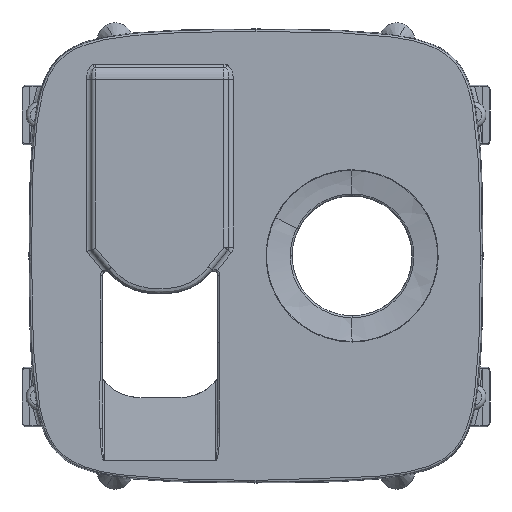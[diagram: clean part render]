
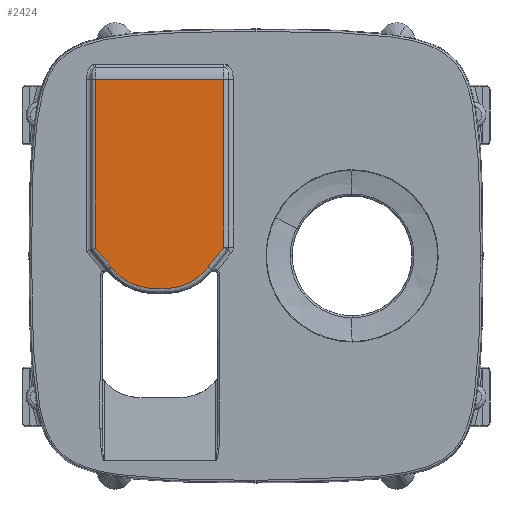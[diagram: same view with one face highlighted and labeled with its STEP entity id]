
A CAD part, top view. The second image highlights one B-rep face of the part: STEP entity #2424.
In plain terms, the highlighted planar face has unit normal (0, 0, 1).
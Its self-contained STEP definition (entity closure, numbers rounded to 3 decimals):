
#2349=AXIS2_PLACEMENT_3D('Plane Axis2P3D',#2346,#2347,#2348) ;
#2210=CARTESIAN_POINT('Vertex',(-3.75,20.678,12.)) ;
#2215=CARTESIAN_POINT('Line Origine',(-3.75,8.879,12.)) ;
#2219=CARTESIAN_POINT('Vertex',(-3.75,1.03,12.)) ;
#2276=CARTESIAN_POINT('Line Origine',(-6.16,-1.992,12.)) ;
#2280=CARTESIAN_POINT('Vertex',(-5.595,-1.283,12.)) ;
#2346=CARTESIAN_POINT('Axis2P3D Location',(-3.15,23.1,12.)) ;
#2351=CARTESIAN_POINT('Line Origine',(-11.25,20.678,12.)) ;
#2355=CARTESIAN_POINT('Vertex',(-18.75,20.678,12.)) ;
#2358=CARTESIAN_POINT('Line Origine',(-18.75,10.785,12.)) ;
#2362=CARTESIAN_POINT('Vertex',(-18.75,0.891,12.)) ;
#2365=CARTESIAN_POINT('Line Origine',(-17.833,-0.217,12.)) ;
#2369=CARTESIAN_POINT('Vertex',(-16.916,-1.326,12.)) ;
#2373=CARTESIAN_POINT('Control Point',(-5.595,-1.283,12.)) ;
#2374=CARTESIAN_POINT('Control Point',(-5.595,-1.283,12.)) ;
#2375=CARTESIAN_POINT('Control Point',(-5.596,-1.283,12.)) ;
#2376=CARTESIAN_POINT('Control Point',(-5.596,-1.284,12.)) ;
#2377=CARTESIAN_POINT('Control Point',(-5.684,-1.394,12.)) ;
#2378=CARTESIAN_POINT('Control Point',(-5.773,-1.503,12.)) ;
#2379=CARTESIAN_POINT('Control Point',(-5.863,-1.609,12.)) ;
#2380=CARTESIAN_POINT('Control Point',(-6.181,-1.971,12.)) ;
#2381=CARTESIAN_POINT('Control Point',(-6.518,-2.302,12.)) ;
#2382=CARTESIAN_POINT('Control Point',(-6.767,-2.517,12.)) ;
#2383=CARTESIAN_POINT('Control Point',(-7.224,-2.854,12.)) ;
#2384=CARTESIAN_POINT('Control Point',(-7.724,-3.127,12.)) ;
#2385=CARTESIAN_POINT('Control Point',(-7.946,-3.233,12.)) ;
#2386=CARTESIAN_POINT('Control Point',(-8.434,-3.433,12.)) ;
#2387=CARTESIAN_POINT('Control Point',(-8.948,-3.584,12.)) ;
#2388=CARTESIAN_POINT('Control Point',(-9.226,-3.65,12.)) ;
#2389=CARTESIAN_POINT('Control Point',(-9.799,-3.761,12.)) ;
#2390=CARTESIAN_POINT('Control Point',(-10.385,-3.824,12.)) ;
#2391=CARTESIAN_POINT('Control Point',(-10.684,-3.845,12.)) ;
#2392=CARTESIAN_POINT('Control Point',(-11.171,-3.861,12.)) ;
#2393=CARTESIAN_POINT('Control Point',(-11.657,-3.849,12.)) ;
#2394=CARTESIAN_POINT('Control Point',(-11.843,-3.841,12.)) ;
#2395=CARTESIAN_POINT('Control Point',(-12.214,-3.815,12.)) ;
#2396=CARTESIAN_POINT('Control Point',(-12.583,-3.772,12.)) ;
#2397=CARTESIAN_POINT('Control Point',(-12.766,-3.746,12.)) ;
#2398=CARTESIAN_POINT('Control Point',(-13.19,-3.674,12.)) ;
#2399=CARTESIAN_POINT('Control Point',(-13.606,-3.574,12.)) ;
#2400=CARTESIAN_POINT('Control Point',(-13.84,-3.508,12.)) ;
#2401=CARTESIAN_POINT('Control Point',(-14.297,-3.356,12.)) ;
#2402=CARTESIAN_POINT('Control Point',(-14.732,-3.161,12.)) ;
#2403=CARTESIAN_POINT('Control Point',(-14.942,-3.053,12.)) ;
#2404=CARTESIAN_POINT('Control Point',(-15.47,-2.744,12.)) ;
#2405=CARTESIAN_POINT('Control Point',(-15.951,-2.361,12.)) ;
#2406=CARTESIAN_POINT('Control Point',(-16.232,-2.098,12.)) ;
#2407=CARTESIAN_POINT('Control Point',(-16.519,-1.792,12.)) ;
#2408=CARTESIAN_POINT('Control Point',(-16.795,-1.47,12.)) ;
#2409=CARTESIAN_POINT('Control Point',(-16.812,-1.449,12.)) ;
#2410=CARTESIAN_POINT('Control Point',(-16.844,-1.412,12.)) ;
#2411=CARTESIAN_POINT('Control Point',(-16.875,-1.375,12.)) ;
#2412=CARTESIAN_POINT('Control Point',(-16.888,-1.358,12.)) ;
#2413=CARTESIAN_POINT('Control Point',(-16.902,-1.342,12.)) ;
#2414=CARTESIAN_POINT('Control Point',(-16.916,-1.326,12.)) ;
#2216=DIRECTION('Vector Direction',(0.,-1.,0.)) ;
#2277=DIRECTION('Vector Direction',(0.624,0.782,0.)) ;
#2347=DIRECTION('Axis2P3D Direction',(0.,0.,1.)) ;
#2348=DIRECTION('Axis2P3D XDirection',(-1.,0.,0.)) ;
#2352=DIRECTION('Vector Direction',(-1.,0.,0.)) ;
#2359=DIRECTION('Vector Direction',(0.,-1.,0.)) ;
#2366=DIRECTION('Vector Direction',(0.638,-0.77,0.)) ;
#2217=VECTOR('Line Direction',#2216,1.) ;
#2278=VECTOR('Line Direction',#2277,1.) ;
#2353=VECTOR('Line Direction',#2352,1.) ;
#2360=VECTOR('Line Direction',#2359,1.) ;
#2367=VECTOR('Line Direction',#2366,1.) ;
#2417=ORIENTED_EDGE('',*,*,#2357,.T.) ;
#2418=ORIENTED_EDGE('',*,*,#2364,.T.) ;
#2419=ORIENTED_EDGE('',*,*,#2371,.T.) ;
#2420=ORIENTED_EDGE('',*,*,#2415,.T.) ;
#2421=ORIENTED_EDGE('',*,*,#2282,.T.) ;
#2422=ORIENTED_EDGE('',*,*,#2221,.T.) ;
#2424=ADVANCED_FACE('PartBody',(#2423),#2350,.T.) ;
#2372=B_SPLINE_CURVE_WITH_KNOTS('',5,(#2373,#2374,#2375,#2376,#2377,#2378,#2379,#2380,#2381,#2382,#2383,#2384,#2385,#2386,#2387,#2388,#2389,#2390,#2391,#2392,#2393,#2394,#2395,#2396,#2397,#2398,#2399,#2400,#2401,#2402,#2403,#2404,#2405,#2406,#2407,#2408,#2409,#2410,#2411,#2412,#2413,#2414),.UNSPECIFIED.,.F.,.U.,(6,3,3,3,3,3,3,3,3,3,3,3,3,6),(11.445,11.448,13.083,17.114,20.122,23.526,27.019,29.195,31.37,34.265,37.147,41.766,42.081,42.327),.UNSPECIFIED.) ;
#2221=EDGE_CURVE('',#2220,#2211,#2218,.F.) ;
#2282=EDGE_CURVE('',#2281,#2220,#2279,.T.) ;
#2357=EDGE_CURVE('',#2211,#2356,#2354,.T.) ;
#2364=EDGE_CURVE('',#2356,#2363,#2361,.T.) ;
#2371=EDGE_CURVE('',#2363,#2370,#2368,.T.) ;
#2415=EDGE_CURVE('',#2370,#2281,#2372,.F.) ;
#2416=EDGE_LOOP('',(#2417,#2418,#2419,#2420,#2421,#2422)) ;
#2423=FACE_OUTER_BOUND('',#2416,.T.) ;
#2218=LINE('Line',#2215,#2217) ;
#2279=LINE('Line',#2276,#2278) ;
#2354=LINE('Line',#2351,#2353) ;
#2361=LINE('Line',#2358,#2360) ;
#2368=LINE('Line',#2365,#2367) ;
#2350=PLANE('',#2349) ;
#2211=VERTEX_POINT('',#2210) ;
#2220=VERTEX_POINT('',#2219) ;
#2281=VERTEX_POINT('',#2280) ;
#2356=VERTEX_POINT('',#2355) ;
#2363=VERTEX_POINT('',#2362) ;
#2370=VERTEX_POINT('',#2369) ;
